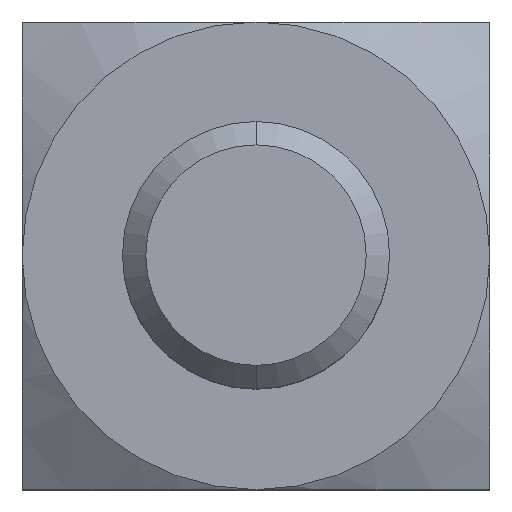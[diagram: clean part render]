
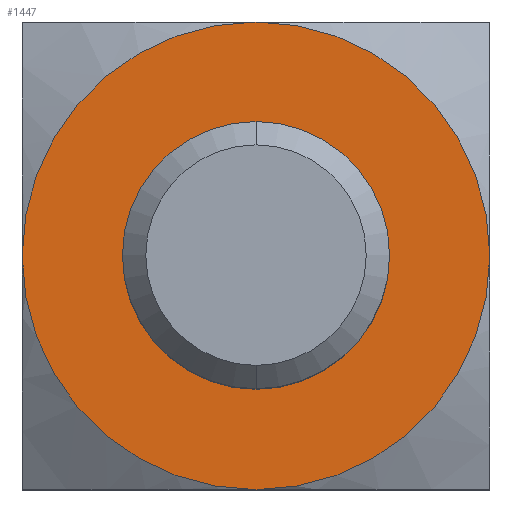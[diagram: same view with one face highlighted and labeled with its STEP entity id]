
A CAD part, top view. The second image highlights one B-rep face of the part: STEP entity #1447.
In plain terms, the highlighted free-form (B-spline) face has degree [1, 1] with [2, 2] control points.
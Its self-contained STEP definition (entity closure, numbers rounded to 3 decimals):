
#72=CARTESIAN_POINT('',(1.65,0.0,3.0));
#73=VERTEX_POINT('',#72);
#98=CARTESIAN_POINT('',(-1.65,0.,3.0));
#99=VERTEX_POINT('',#98);
#106=CARTESIAN_POINT('',(0.0,0.0,3.0));
#107=DIRECTION('',(0.0,0.0,-1.0));
#108=DIRECTION('',(1.0,0.0,0.0));
#109=AXIS2_PLACEMENT_3D('',#106,#107,#108);
#110=CIRCLE('',#109,1.65);
#111=EDGE_CURVE('',#73,#99,#110,.T.);
#1194=CARTESIAN_POINT('',(3.5,0.0,3.0));
#1195=VERTEX_POINT('',#1194);
#1209=CARTESIAN_POINT('',(0.0,3.5,3.0));
#1210=VERTEX_POINT('',#1209);
#1224=CARTESIAN_POINT('',(0.0,0.0,3.0));
#1225=DIRECTION('',(0.0,0.0,1.0));
#1226=DIRECTION('',(0.0,-1.0,0.0));
#1227=AXIS2_PLACEMENT_3D('',#1224,#1225,#1226);
#1228=CIRCLE('',#1227,3.5);
#1229=EDGE_CURVE('',#1195,#1210,#1228,.T.);
#1241=CARTESIAN_POINT('',(0.,-3.5,3.0));
#1242=VERTEX_POINT('',#1241);
#1269=CARTESIAN_POINT('',(0.0,0.0,3.0));
#1270=DIRECTION('',(0.0,0.0,1.0));
#1271=DIRECTION('',(0.0,-1.0,0.0));
#1272=AXIS2_PLACEMENT_3D('',#1269,#1270,#1271);
#1273=CIRCLE('',#1272,3.5);
#1274=EDGE_CURVE('',#1242,#1195,#1273,.T.);
#1299=CARTESIAN_POINT('',(-3.5,0.0,3.0));
#1300=VERTEX_POINT('',#1299);
#1301=CARTESIAN_POINT('',(0.0,0.0,3.0));
#1302=DIRECTION('',(0.0,0.0,1.0));
#1303=DIRECTION('',(0.0,-1.0,0.0));
#1304=AXIS2_PLACEMENT_3D('',#1301,#1302,#1303);
#1305=CIRCLE('',#1304,3.5);
#1306=EDGE_CURVE('',#1300,#1242,#1305,.T.);
#1344=CARTESIAN_POINT('',(0.0,0.0,3.0));
#1345=DIRECTION('',(0.0,0.0,1.0));
#1346=DIRECTION('',(0.0,-1.0,0.0));
#1347=AXIS2_PLACEMENT_3D('',#1344,#1345,#1346);
#1348=CIRCLE('',#1347,3.5);
#1349=EDGE_CURVE('',#1210,#1300,#1348,.T.);
#1426=CARTESIAN_POINT('',(-3.5,-3.5,3.0));
#1427=CARTESIAN_POINT('',(3.5,-3.5,3.0));
#1428=CARTESIAN_POINT('',(-3.5,3.5,3.0));
#1429=CARTESIAN_POINT('',(3.5,3.5,3.0));
#1430=B_SPLINE_SURFACE_WITH_KNOTS('',1,1,((#1426,#1428),(#1427,#1429)),.UNSPECIFIED.,.F.,.F.,.U.,(2,2),(2,2),(0.0,7.0),(0.0,7.0),.UNSPECIFIED.);
#1431=ORIENTED_EDGE('',*,*,#1349,.T.);
#1432=ORIENTED_EDGE('',*,*,#1306,.T.);
#1433=ORIENTED_EDGE('',*,*,#1274,.T.);
#1434=ORIENTED_EDGE('',*,*,#1229,.T.);
#1435=EDGE_LOOP('',(#1431,#1432,#1433,#1434));
#1436=FACE_OUTER_BOUND('',#1435,.T.);
#1437=ORIENTED_EDGE('',*,*,#111,.T.);
#1438=CARTESIAN_POINT('',(0.0,0.0,3.0));
#1439=DIRECTION('',(0.0,0.0,-1.0));
#1440=DIRECTION('',(1.0,0.0,0.0));
#1441=AXIS2_PLACEMENT_3D('',#1438,#1439,#1440);
#1442=CIRCLE('',#1441,1.65);
#1443=EDGE_CURVE('',#99,#73,#1442,.T.);
#1444=ORIENTED_EDGE('',*,*,#1443,.T.);
#1445=EDGE_LOOP('',(#1437,#1444));
#1446=FACE_BOUND('',#1445,.T.);
#1447=ADVANCED_FACE('',(#1436,#1446),#1430,.T.);
